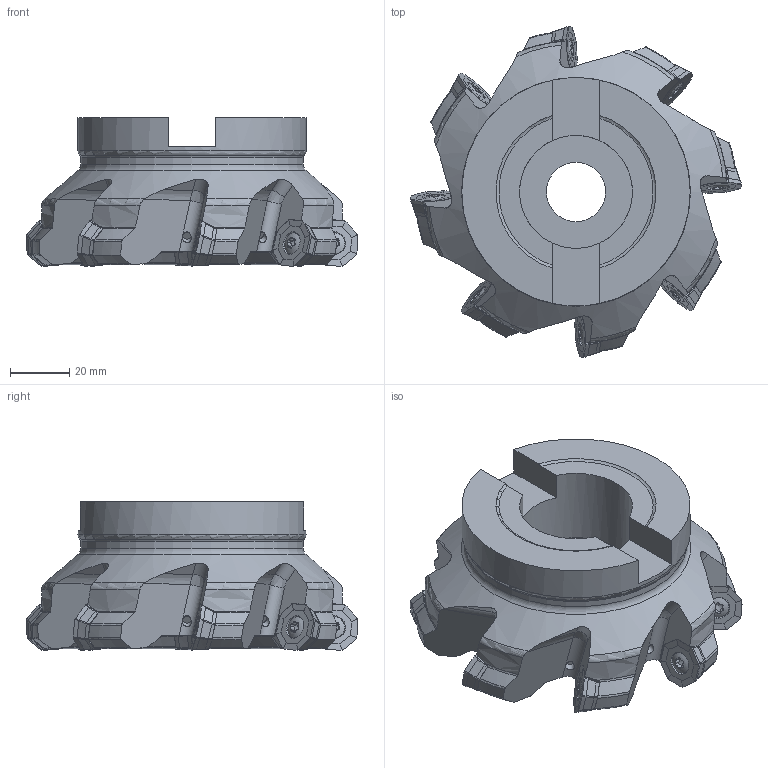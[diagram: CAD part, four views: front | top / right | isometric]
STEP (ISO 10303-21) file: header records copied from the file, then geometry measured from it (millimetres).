
FILE_DESCRIPTION(/* description */ (''),/* implementation_level */ '2;1');
FILE_NAME(/* name */ 'R220.43-04.00-06-08SA_Detailed.stp',/* time_stamp */ '2024-07-05T10:25:38+06:00',/* author */ (''),/* organization */ (''),/* preprocessor_version */ 'ST-DEVELOPER v16.7',/* originating_system */ 'SIEMENS PLM Software NX 12.0',/* authorisation */ '');
FILE_SCHEMA (('AUTOMOTIVE_DESIGN { 1 0 10303 214 3 1 1 1 }'));
Length unit declared in the file: millimetre
Products named in the file (4): CUT; NOCUT; ASSEMBLY_CONSTRUCTION; A2689012_stp_stp
Assembly tree (10 placements, depth 2):
  A2689012_stp_stp
    ASSEMBLY_CONSTRUCTION
    NOCUT
    CUT  x8
Bounding box: 111.83 x 111.83 x 50 mm (x, y, z)
Volume: 211259.2 mm3; surface area: 39997.5 mm2
Topology: 9 solids, 9 shells, 981 faces, 3232 edges, 2306 vertices
Faces by surface type: bspline 411, cylinder 247, plane 173, cone 74, torus 68, sphere 8
Full cylindrical faces by diameter (mm): 3 x8, 4.45 x8, 5 x8, 5.75 x8, 7.2 x8, 20 x1, 35 x1, 38.108 x1, 75 x1, 77 x1
Entity records: 29932 total; most frequent: CARTESIAN_POINT 18485, ORIENTED_EDGE 2714, DIRECTION 1661, EDGE_CURVE 1357, VERTEX_POINT 943, B_SPLINE_CURVE_WITH_KNOTS 845, AXIS2_PLACEMENT_3D 717, EDGE_LOOP 602
